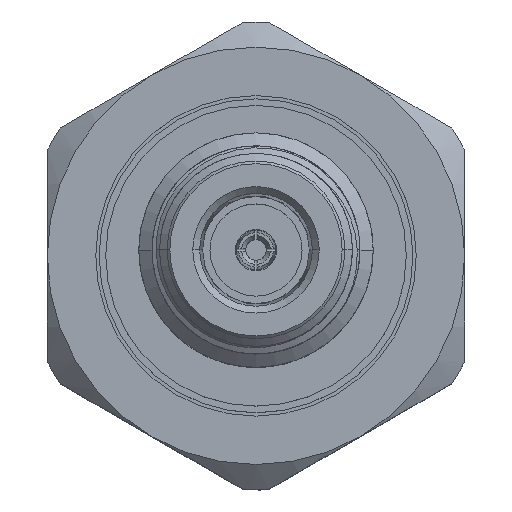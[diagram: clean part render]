
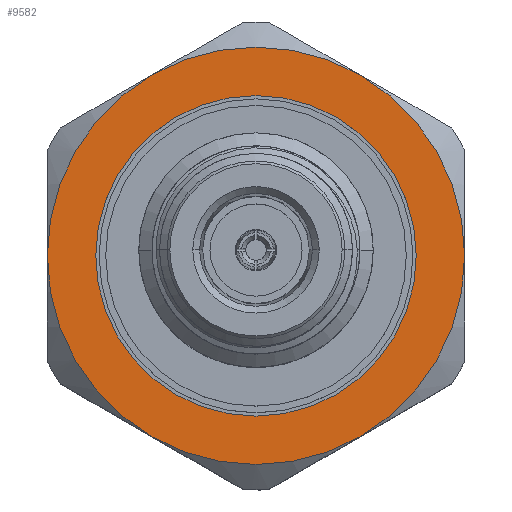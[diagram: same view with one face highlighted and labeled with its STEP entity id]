
A CAD part, top view. The second image highlights one B-rep face of the part: STEP entity #9582.
In plain terms, the highlighted face is planar.
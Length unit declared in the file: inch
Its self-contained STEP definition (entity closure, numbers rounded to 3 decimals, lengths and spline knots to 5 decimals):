
#5 = CARTESIAN_POINT ( 'NONE',  ( 0.563, 0., 0.625 ) ) ;
#703 = EDGE_CURVE ( 'NONE', #1721, #9532, #1930, .T. ) ;
#746 = ORIENTED_EDGE ( 'NONE', *, *, #1753, .T. ) ;
#783 = ORIENTED_EDGE ( 'NONE', *, *, #7140, .F. ) ;
#828 = DIRECTION ( 'NONE',  ( 0., 0., -1. ) ) ;
#919 = DIRECTION ( 'NONE',  ( 0., 0., 1. ) ) ;
#1219 = CIRCLE ( 'NONE', #8672, 0.625 ) ;
#1240 = DIRECTION ( 'NONE',  ( 1., 0., 0. ) ) ;
#1279 = CARTESIAN_POINT ( 'NONE',  ( 0.563, 0., 0. ) ) ;
#1631 = CARTESIAN_POINT ( 'NONE',  ( 0.563, 0., 0. ) ) ;
#1721 = VERTEX_POINT ( 'NONE', #6840 ) ;
#1753 = EDGE_CURVE ( 'NONE', #6386, #9268, #10659, .T. ) ;
#1834 = EDGE_CURVE ( 'NONE', #11022, #6169, #2327, .T. ) ;
#1890 = EDGE_CURVE ( 'NONE', #6169, #9268, #1219, .T. ) ;
#1930 = CIRCLE ( 'NONE', #3002, 0.625 ) ;
#2083 = VERTEX_POINT ( 'NONE', #2369 ) ;
#2327 = CIRCLE ( 'NONE', #6471, 0.625 ) ;
#2369 = CARTESIAN_POINT ( 'NONE',  ( 0.563, 0., 0.48 ) ) ;
#2495 = ORIENTED_EDGE ( 'NONE', *, *, #1890, .F. ) ;
#3002 = AXIS2_PLACEMENT_3D ( 'NONE', #7514, #3875, #5808 ) ;
#3285 = AXIS2_PLACEMENT_3D ( 'NONE', #6511, #1240, #4748 ) ;
#3394 = DIRECTION ( 'NONE',  ( 0., 0., 1. ) ) ;
#3430 = ORIENTED_EDGE ( 'NONE', *, *, #9843, .F. ) ;
#3450 = AXIS2_PLACEMENT_3D ( 'NONE', #9555, #8992, #919 ) ;
#3465 = CIRCLE ( 'NONE', #4892, 0.48 ) ;
#3492 = EDGE_CURVE ( 'NONE', #9532, #11022, #10507, .T. ) ;
#3671 = FACE_OUTER_BOUND ( 'NONE', #10617, .T. ) ;
#3806 = EDGE_LOOP ( 'NONE', ( #783, #11070 ) ) ;
#3828 = DIRECTION ( 'NONE',  ( -1., 0., 0. ) ) ;
#3875 = DIRECTION ( 'NONE',  ( -1., 0., 0. ) ) ;
#4609 = ORIENTED_EDGE ( 'NONE', *, *, #3492, .F. ) ;
#4748 = DIRECTION ( 'NONE',  ( 0., 0., -1. ) ) ;
#4847 = DIRECTION ( 'NONE',  ( 1., 0., 0. ) ) ;
#4892 = AXIS2_PLACEMENT_3D ( 'NONE', #10041, #4847, #8323 ) ;
#4944 = ORIENTED_EDGE ( 'NONE', *, *, #1834, .F. ) ;
#5154 = ORIENTED_EDGE ( 'NONE', *, *, #703, .F. ) ;
#5334 = EDGE_CURVE ( 'NONE', #2083, #9165, #3465, .T. ) ;
#5570 = PLANE ( 'NONE',  #6033 ) ;
#5808 = DIRECTION ( 'NONE',  ( 0., 0., 1. ) ) ;
#6033 = AXIS2_PLACEMENT_3D ( 'NONE', #1279, #3828, #6553 ) ;
#6169 = VERTEX_POINT ( 'NONE', #7989 ) ;
#6220 = CARTESIAN_POINT ( 'NONE',  ( 0.563, -0.54127, 0.3125 ) ) ;
#6386 = VERTEX_POINT ( 'NONE', #9356 ) ;
#6471 = AXIS2_PLACEMENT_3D ( 'NONE', #9287, #8435, #11059 ) ;
#6500 = CARTESIAN_POINT ( 'NONE',  ( 0.563, 0., -0.48 ) ) ;
#6511 = CARTESIAN_POINT ( 'NONE',  ( 0.563, 0., 0. ) ) ;
#6553 = DIRECTION ( 'NONE',  ( 0., 0., 1. ) ) ;
#6840 = CARTESIAN_POINT ( 'NONE',  ( 0.563, -0.54127, -0.3125 ) ) ;
#7140 = EDGE_CURVE ( 'NONE', #9165, #2083, #7435, .T. ) ;
#7160 = DIRECTION ( 'NONE',  ( -1., 0., 0. ) ) ;
#7435 = CIRCLE ( 'NONE', #3285, 0.48 ) ;
#7514 = CARTESIAN_POINT ( 'NONE',  ( 0.563, 0., 0. ) ) ;
#7686 = AXIS2_PLACEMENT_3D ( 'NONE', #7699, #10331, #3394 ) ;
#7699 = CARTESIAN_POINT ( 'NONE',  ( 0.563, 0., 0. ) ) ;
#7989 = CARTESIAN_POINT ( 'NONE',  ( 0.563, 0.54127, 0.3125 ) ) ;
#8323 = DIRECTION ( 'NONE',  ( 0., 0., -1. ) ) ;
#8435 = DIRECTION ( 'NONE',  ( -1., 0., 0. ) ) ;
#8672 = AXIS2_PLACEMENT_3D ( 'NONE', #8822, #7160, #9689 ) ;
#8682 = AXIS2_PLACEMENT_3D ( 'NONE', #1631, #9470, #828 ) ;
#8822 = CARTESIAN_POINT ( 'NONE',  ( 0.563, 0., 0. ) ) ;
#8837 = FACE_BOUND ( 'NONE', #3806, .T. ) ;
#8992 = DIRECTION ( 'NONE',  ( -1., 0., 0. ) ) ;
#9165 = VERTEX_POINT ( 'NONE', #6500 ) ;
#9268 = VERTEX_POINT ( 'NONE', #10835 ) ;
#9287 = CARTESIAN_POINT ( 'NONE',  ( 0.563, 0., 0. ) ) ;
#9356 = CARTESIAN_POINT ( 'NONE',  ( 0.563, 0., -0.625 ) ) ;
#9470 = DIRECTION ( 'NONE',  ( 1., 0., 0. ) ) ;
#9532 = VERTEX_POINT ( 'NONE', #6220 ) ;
#9555 = CARTESIAN_POINT ( 'NONE',  ( 0.563, 0., 0. ) ) ;
#9582 = ADVANCED_FACE ( 'NONE', ( #8837, #3671 ), #5570, .F. ) ;
#9689 = DIRECTION ( 'NONE',  ( 0., 0., 1. ) ) ;
#9843 = EDGE_CURVE ( 'NONE', #6386, #1721, #11145, .T. ) ;
#10041 = CARTESIAN_POINT ( 'NONE',  ( 0.563, 0., 0. ) ) ;
#10331 = DIRECTION ( 'NONE',  ( -1., 0., 0. ) ) ;
#10507 = CIRCLE ( 'NONE', #3450, 0.625 ) ;
#10617 = EDGE_LOOP ( 'NONE', ( #4944, #4609, #5154, #3430, #746, #2495 ) ) ;
#10659 = CIRCLE ( 'NONE', #8682, 0.625 ) ;
#10835 = CARTESIAN_POINT ( 'NONE',  ( 0.563, 0.54127, -0.3125 ) ) ;
#11022 = VERTEX_POINT ( 'NONE', #5 ) ;
#11059 = DIRECTION ( 'NONE',  ( 0., 0., 1. ) ) ;
#11070 = ORIENTED_EDGE ( 'NONE', *, *, #5334, .F. ) ;
#11145 = CIRCLE ( 'NONE', #7686, 0.625 ) ;
